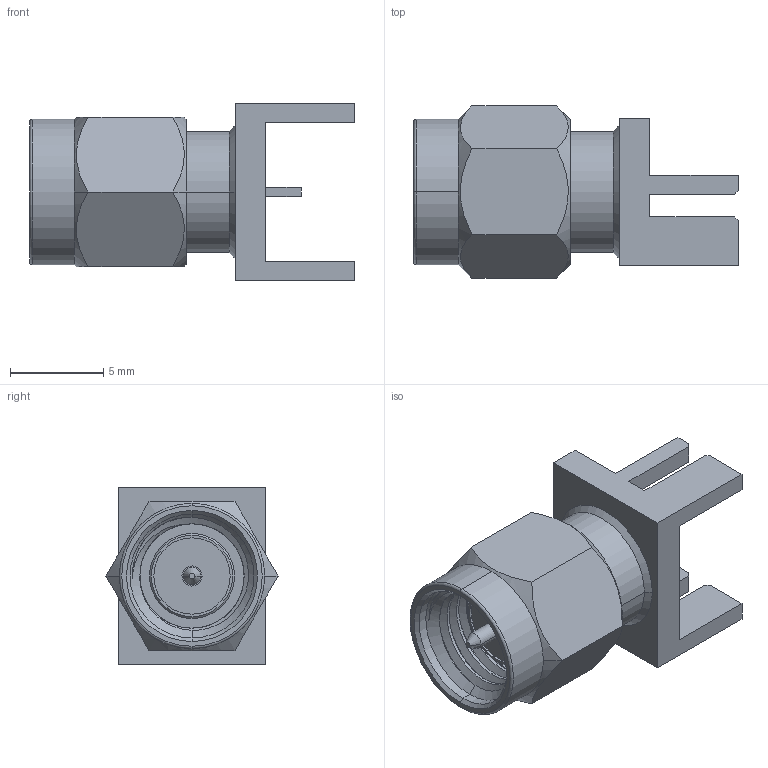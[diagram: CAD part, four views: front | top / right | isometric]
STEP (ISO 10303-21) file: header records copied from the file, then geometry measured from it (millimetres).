
FILE_DESCRIPTION((''),'2;1');
FILE_NAME('132413_SW0003','2020-05-07T',('Clement'),(''),'CREO PARAMETRIC BY PTC INC, 2018360','CREO PARAMETRIC BY PTC INC, 2018360','');
FILE_SCHEMA(('CONFIG_CONTROL_DESIGN'));
Length unit declared in the file: millimetre
Products named in the file (1): 132413_SW0003
Bounding box: 17.42 x 9.24 x 9.52 mm (x, y, z)
Volume: 572.7 mm3; surface area: 886.2 mm2
Topology: 1 solids, 1 shells, 99 faces, 236 edges, 150 vertices
Faces by surface type: plane 43, cylinder 28, cone 20, bspline 6, torus 2
Entity records: 4822 total; most frequent: CARTESIAN_POINT 2519, ORIENTED_EDGE 472, DIRECTION 454, EDGE_CURVE 236, AXIS2_PLACEMENT_3D 163, VERTEX_POINT 150, VECTOR 128, LINE 128
